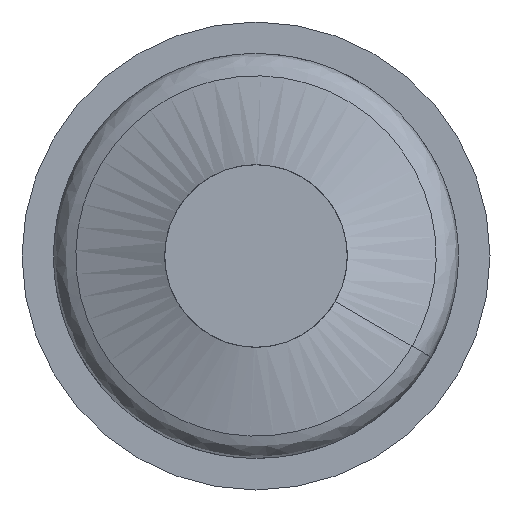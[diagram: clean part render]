
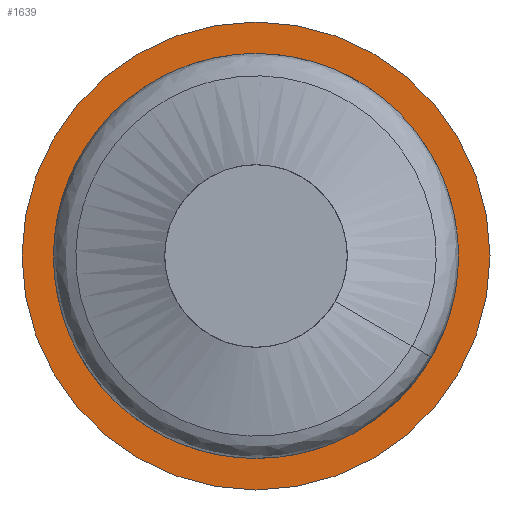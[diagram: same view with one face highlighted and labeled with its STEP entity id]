
A CAD part, left-side view. The second image highlights one B-rep face of the part: STEP entity #1639.
In plain terms, the highlighted planar face has unit normal (-1, 0, 0).
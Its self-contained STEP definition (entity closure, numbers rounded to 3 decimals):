
#18 = CARTESIAN_POINT ( 'NONE',  ( 64., 7., -1.5 ) ) ;
#46 = CIRCLE ( 'NONE', #4462, 3.9 ) ;
#49 = CIRCLE ( 'NONE', #4639, 3.9 ) ;
#69 = EDGE_LOOP ( 'NONE', ( #1475, #4732 ) ) ;
#144 = VERTEX_POINT ( 'NONE', #580 ) ;
#226 = EDGE_CURVE ( 'NONE', #719, #4909, #1718, .T. ) ;
#234 = CARTESIAN_POINT ( 'NONE',  ( 64., 0., 7. ) ) ;
#236 = FACE_BOUND ( 'NONE', #5041, .T. ) ;
#263 = FACE_BOUND ( 'NONE', #69, .T. ) ;
#265 = VERTEX_POINT ( 'NONE', #3976 ) ;
#285 = DIRECTION ( 'NONE',  ( 0., 0., -1. ) ) ;
#342 = DIRECTION ( 'NONE',  ( 1., 0., 0. ) ) ;
#564 = CARTESIAN_POINT ( 'NONE',  ( 64., 0., 8.5 ) ) ;
#580 = CARTESIAN_POINT ( 'NONE',  ( 64., 0., -3.9 ) ) ;
#617 = CARTESIAN_POINT ( 'NONE',  ( 64., 0., 0. ) ) ;
#620 = CIRCLE ( 'NONE', #1269, 1.5 ) ;
#638 = VERTEX_POINT ( 'NONE', #1332 ) ;
#650 = VERTEX_POINT ( 'NONE', #4815 ) ;
#676 = FACE_BOUND ( 'NONE', #4163, .T. ) ;
#714 = CIRCLE ( 'NONE', #2022, 1.5 ) ;
#719 = VERTEX_POINT ( 'NONE', #564 ) ;
#730 = DIRECTION ( 'NONE',  ( 0., 0., -1. ) ) ;
#776 = DIRECTION ( 'NONE',  ( 1., 0., 0. ) ) ;
#878 = DIRECTION ( 'NONE',  ( 1., 0., 0. ) ) ;
#893 = ORIENTED_EDGE ( 'NONE', *, *, #4640, .T. ) ;
#973 = AXIS2_PLACEMENT_3D ( 'NONE', #3015, #4563, #730 ) ;
#1031 = CIRCLE ( 'NONE', #3644, 1.5 ) ;
#1060 = ORIENTED_EDGE ( 'NONE', *, *, #1384, .F. ) ;
#1080 = EDGE_CURVE ( 'NONE', #650, #4203, #2367, .T. ) ;
#1107 = CARTESIAN_POINT ( 'NONE',  ( 64., 0., 0. ) ) ;
#1109 = DIRECTION ( 'NONE',  ( 1., 0., 0. ) ) ;
#1125 = VERTEX_POINT ( 'NONE', #4510 ) ;
#1213 = DIRECTION ( 'NONE',  ( 0., 0., -1. ) ) ;
#1227 = CARTESIAN_POINT ( 'NONE',  ( 64., 0., -10. ) ) ;
#1231 = CARTESIAN_POINT ( 'NONE',  ( 64., 0., 5.5 ) ) ;
#1269 = AXIS2_PLACEMENT_3D ( 'NONE', #4257, #2267, #2190 ) ;
#1272 = ORIENTED_EDGE ( 'NONE', *, *, #2045, .T. ) ;
#1325 = ORIENTED_EDGE ( 'NONE', *, *, #3897, .T. ) ;
#1332 = CARTESIAN_POINT ( 'NONE',  ( 64., 0., 10. ) ) ;
#1351 = EDGE_CURVE ( 'NONE', #2003, #4659, #1031, .T. ) ;
#1360 = CIRCLE ( 'NONE', #5047, 1.5 ) ;
#1384 = EDGE_CURVE ( 'NONE', #3153, #638, #3731, .T. ) ;
#1389 = EDGE_CURVE ( 'NONE', #4909, #719, #3972, .T. ) ;
#1447 = EDGE_LOOP ( 'NONE', ( #2612, #2407 ) ) ;
#1475 = ORIENTED_EDGE ( 'NONE', *, *, #226, .T. ) ;
#1639 = ADVANCED_FACE ( 'NONE', ( #236, #4975, #4593, #4189, #676, #263 ), #4945, .F. ) ;
#1692 = CIRCLE ( 'NONE', #4878, 1.5 ) ;
#1718 = CIRCLE ( 'NONE', #3357, 1.5 ) ;
#1808 = CARTESIAN_POINT ( 'NONE',  ( 64., 0., -5.5 ) ) ;
#1809 = DIRECTION ( 'NONE',  ( 1., 0., 0. ) ) ;
#1887 = DIRECTION ( 'NONE',  ( 0., 0., -1. ) ) ;
#1900 = DIRECTION ( 'NONE',  ( 0., 0., -1. ) ) ;
#1924 = DIRECTION ( 'NONE',  ( 1., 0., 0. ) ) ;
#1976 = CARTESIAN_POINT ( 'NONE',  ( 64., 0., 0. ) ) ;
#2003 = VERTEX_POINT ( 'NONE', #4381 ) ;
#2022 = AXIS2_PLACEMENT_3D ( 'NONE', #4383, #878, #2541 ) ;
#2045 = EDGE_CURVE ( 'NONE', #144, #1125, #46, .T. ) ;
#2190 = DIRECTION ( 'NONE',  ( 0., 0., -1. ) ) ;
#2194 = DIRECTION ( 'NONE',  ( 1., 0., 0. ) ) ;
#2267 = DIRECTION ( 'NONE',  ( 1., 0., 0. ) ) ;
#2367 = CIRCLE ( 'NONE', #973, 1.5 ) ;
#2382 = EDGE_LOOP ( 'NONE', ( #3115, #1060 ) ) ;
#2407 = ORIENTED_EDGE ( 'NONE', *, *, #3466, .T. ) ;
#2541 = DIRECTION ( 'NONE',  ( 0., 0., -1. ) ) ;
#2567 = DIRECTION ( 'NONE',  ( 0., 0., -1. ) ) ;
#2612 = ORIENTED_EDGE ( 'NONE', *, *, #3842, .T. ) ;
#2677 = AXIS2_PLACEMENT_3D ( 'NONE', #3777, #5028, #4618 ) ;
#2817 = ORIENTED_EDGE ( 'NONE', *, *, #4380, .T. ) ;
#3010 = DIRECTION ( 'NONE',  ( 1., 0., 0. ) ) ;
#3011 = AXIS2_PLACEMENT_3D ( 'NONE', #1976, #4253, #1213 ) ;
#3015 = CARTESIAN_POINT ( 'NONE',  ( 64., -7., 0. ) ) ;
#3115 = ORIENTED_EDGE ( 'NONE', *, *, #4323, .F. ) ;
#3153 = VERTEX_POINT ( 'NONE', #1227 ) ;
#3158 = ORIENTED_EDGE ( 'NONE', *, *, #1080, .T. ) ;
#3162 = AXIS2_PLACEMENT_3D ( 'NONE', #234, #1809, #3365 ) ;
#3357 = AXIS2_PLACEMENT_3D ( 'NONE', #4450, #3808, #4714 ) ;
#3365 = DIRECTION ( 'NONE',  ( 0., 0., -1. ) ) ;
#3369 = VERTEX_POINT ( 'NONE', #1808 ) ;
#3466 = EDGE_CURVE ( 'NONE', #265, #3369, #714, .T. ) ;
#3644 = AXIS2_PLACEMENT_3D ( 'NONE', #4616, #1109, #2567 ) ;
#3731 = CIRCLE ( 'NONE', #3898, 10. ) ;
#3749 = DIRECTION ( 'NONE',  ( 0., 0., -1. ) ) ;
#3777 = CARTESIAN_POINT ( 'NONE',  ( 64., 0., 0. ) ) ;
#3808 = DIRECTION ( 'NONE',  ( 1., 0., 0. ) ) ;
#3827 = CIRCLE ( 'NONE', #3011, 10. ) ;
#3842 = EDGE_CURVE ( 'NONE', #3369, #265, #620, .T. ) ;
#3847 = ORIENTED_EDGE ( 'NONE', *, *, #1351, .T. ) ;
#3853 = CARTESIAN_POINT ( 'NONE',  ( 64., -7., 0. ) ) ;
#3864 = CARTESIAN_POINT ( 'NONE',  ( 64., 0., 0. ) ) ;
#3897 = EDGE_CURVE ( 'NONE', #4203, #650, #1692, .T. ) ;
#3898 = AXIS2_PLACEMENT_3D ( 'NONE', #617, #2194, #3749 ) ;
#3972 = CIRCLE ( 'NONE', #3162, 1.5 ) ;
#3976 = CARTESIAN_POINT ( 'NONE',  ( 64., 0., -8.5 ) ) ;
#4163 = EDGE_LOOP ( 'NONE', ( #3158, #1325 ) ) ;
#4189 = FACE_BOUND ( 'NONE', #1447, .T. ) ;
#4203 = VERTEX_POINT ( 'NONE', #5049 ) ;
#4253 = DIRECTION ( 'NONE',  ( 1., 0., 0. ) ) ;
#4257 = CARTESIAN_POINT ( 'NONE',  ( 64., 0., -7. ) ) ;
#4323 = EDGE_CURVE ( 'NONE', #638, #3153, #3827, .T. ) ;
#4380 = EDGE_CURVE ( 'NONE', #4659, #2003, #1360, .T. ) ;
#4381 = CARTESIAN_POINT ( 'NONE',  ( 64., 7., 1.5 ) ) ;
#4383 = CARTESIAN_POINT ( 'NONE',  ( 64., 0., -7. ) ) ;
#4450 = CARTESIAN_POINT ( 'NONE',  ( 64., 0., 7. ) ) ;
#4462 = AXIS2_PLACEMENT_3D ( 'NONE', #1107, #342, #1887 ) ;
#4510 = CARTESIAN_POINT ( 'NONE',  ( 64., 0., 3.9 ) ) ;
#4563 = DIRECTION ( 'NONE',  ( 1., 0., 0. ) ) ;
#4593 = FACE_BOUND ( 'NONE', #5015, .T. ) ;
#4616 = CARTESIAN_POINT ( 'NONE',  ( 64., 7., 0. ) ) ;
#4618 = DIRECTION ( 'NONE',  ( 0., 0., -1. ) ) ;
#4639 = AXIS2_PLACEMENT_3D ( 'NONE', #3864, #776, #5033 ) ;
#4640 = EDGE_CURVE ( 'NONE', #1125, #144, #49, .T. ) ;
#4659 = VERTEX_POINT ( 'NONE', #18 ) ;
#4714 = DIRECTION ( 'NONE',  ( 0., 0., -1. ) ) ;
#4732 = ORIENTED_EDGE ( 'NONE', *, *, #1389, .T. ) ;
#4815 = CARTESIAN_POINT ( 'NONE',  ( 64., -7., 1.5 ) ) ;
#4878 = AXIS2_PLACEMENT_3D ( 'NONE', #3853, #3010, #285 ) ;
#4909 = VERTEX_POINT ( 'NONE', #1231 ) ;
#4945 = PLANE ( 'NONE',  #2677 ) ;
#4975 = FACE_OUTER_BOUND ( 'NONE', #2382, .T. ) ;
#5015 = EDGE_LOOP ( 'NONE', ( #3847, #2817 ) ) ;
#5028 = DIRECTION ( 'NONE',  ( 1., 0., 0. ) ) ;
#5033 = DIRECTION ( 'NONE',  ( 0., 0., -1. ) ) ;
#5041 = EDGE_LOOP ( 'NONE', ( #893, #1272 ) ) ;
#5047 = AXIS2_PLACEMENT_3D ( 'NONE', #5057, #1924, #1900 ) ;
#5049 = CARTESIAN_POINT ( 'NONE',  ( 64., -7., -1.5 ) ) ;
#5057 = CARTESIAN_POINT ( 'NONE',  ( 64., 7., 0. ) ) ;
